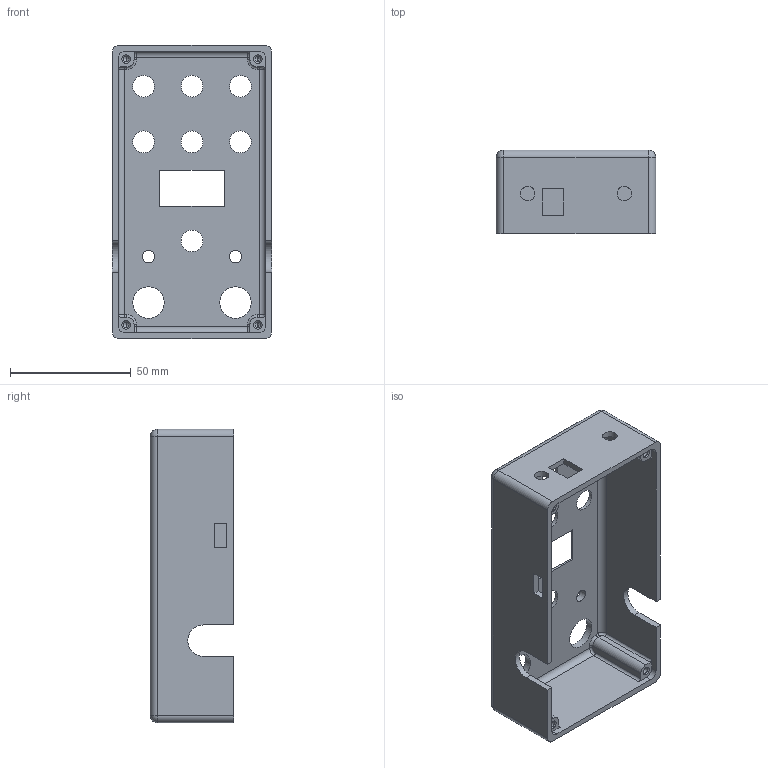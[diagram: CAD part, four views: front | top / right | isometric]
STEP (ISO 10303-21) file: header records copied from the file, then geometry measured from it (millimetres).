
FILE_DESCRIPTION(('FreeCAD Model'),'2;1');
FILE_NAME('Open CASCADE Shape Model','2025-10-26T10:04:35',(''),(''), 'Open CASCADE STEP processor 7.7','Ondsel','Unknown');
FILE_SCHEMA(('AUTOMOTIVE_DESIGN { 1 0 10303 214 1 1 1 1 }'));
Length unit declared in the file: millimetre
Products named in the file (1): Box-Top
Bounding box: 66 x 34.5 x 121.5 mm (x, y, z)
Volume: 50762 mm3; surface area: 37224.3 mm2
Topology: 1 solids, 1 shells, 145 faces, 367 edges, 221 vertices
Faces by surface type: cylinder 62, plane 51, cone 16, torus 12, sphere 4
Full cylindrical faces by diameter (mm): 2.5 x4, 5.2 x2, 6 x2, 9 x7, 13 x9
Entity records: 4352 total; most frequent: DIRECTION 796, CARTESIAN_POINT 726, ORIENTED_EDGE 710, EDGE_CURVE 355, AXIS2_PLACEMENT_3D 299, VERTEX_POINT 221, LINE 198, VECTOR 198
